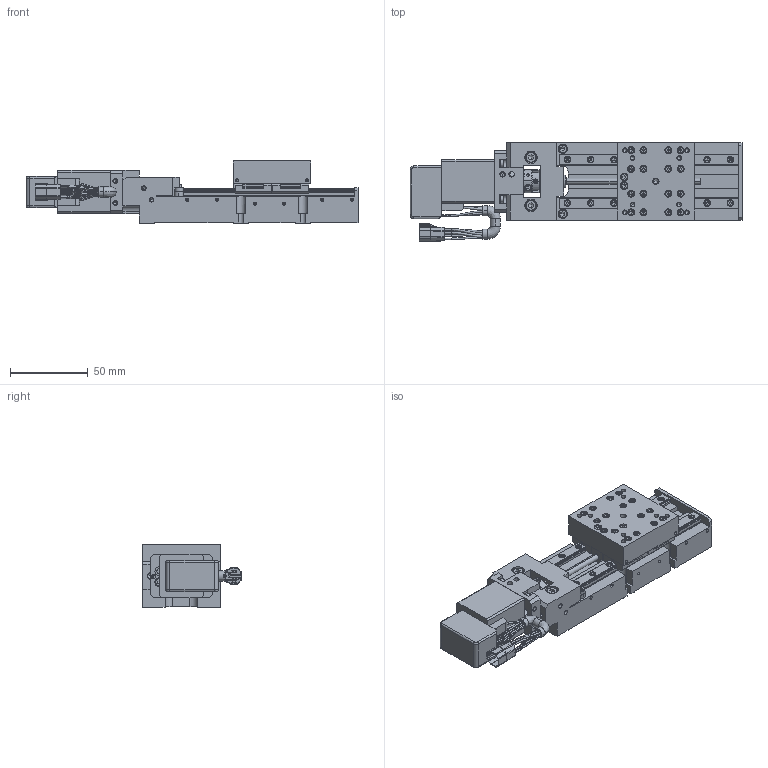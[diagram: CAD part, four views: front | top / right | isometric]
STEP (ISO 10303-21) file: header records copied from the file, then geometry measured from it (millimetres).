
FILE_DESCRIPTION( (''), '2;1');
FILE_NAME ('DR051295-0001-000-00.stp','2019-04-18T16:45:33',(''),(''),'spGate 13.4.4','','');
FILE_SCHEMA (('AUTOMOTIVE_DESIGN'));
Length unit declared in the file: millimetre
Products named in the file (7): Assembly; DR051295-0001-000-00-prt0; DR051295-0001-000-00-prt1; DR051295-0001-000-00-prt2; DR051295-0001-000-00-prt3; DR051295-0001-000-00-prt4; DR051295-0001-000-00-prt5
Assembly tree (6 placements, depth 2):
  Assembly
    DR051295-0001-000-00-prt0
    DR051295-0001-000-00-prt1
    DR051295-0001-000-00-prt2
    DR051295-0001-000-00-prt3
    DR051295-0001-000-00-prt4
    DR051295-0001-000-00-prt5
Bounding box: 214 x 63.77 x 40 mm (x, y, z)
Volume: 233402.6 mm3; surface area: 71433.4 mm2
Topology: 6 solids, 6 shells, 2745 faces, 6557 edges, 3897 vertices
Faces by surface type: plane 1441, cylinder 772, bspline 532
Full cylindrical faces by diameter (mm): 3 x2
Entity records: 134454 total; most frequent: CARTESIAN_POINT 22495, ORIENTED_EDGE 12734, DIRECTION 11613, COLOUR_RGB 9118, PRESENTATION_STYLE_ASSIGNMENT 9118, STYLED_ITEM 9118, EDGE_CURVE 6367, DRAUGHTING_PRE_DEFINED_CURVE_FONT 6367
